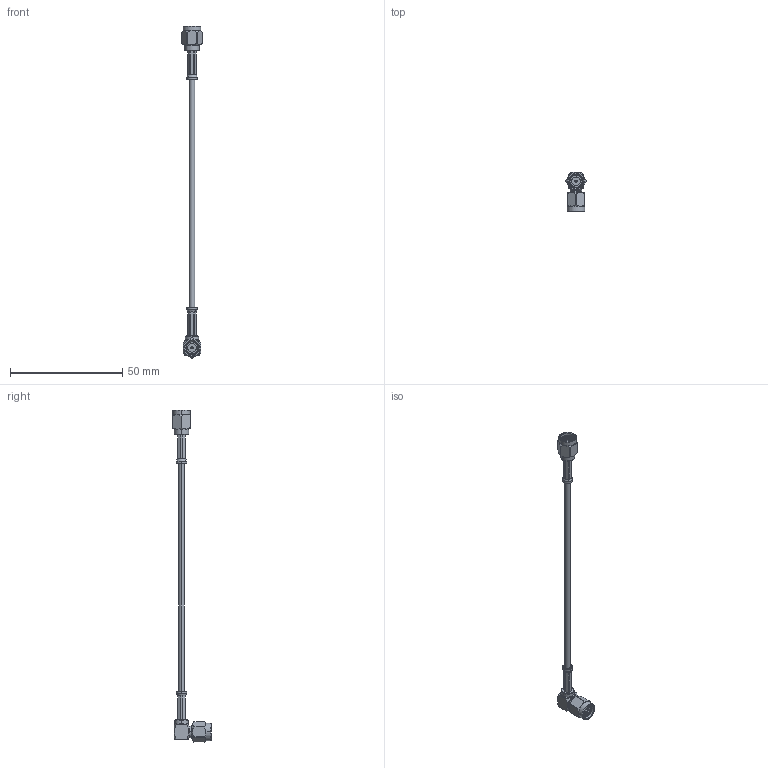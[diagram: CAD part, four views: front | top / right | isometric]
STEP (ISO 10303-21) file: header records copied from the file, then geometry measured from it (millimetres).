
FILE_DESCRIPTION (( 'STEP AP203' ), '1' );
FILE_NAME ('PE3344LF.step', '2018-12-06T15:27:20', ( '' ), ( '' ), 'SwSTEP 2.0', 'SolidWorks 2017', '' );
FILE_SCHEMA (( 'CONFIG_CONTROL_DESIGN' ));
Length unit declared in the file: inch
Products named in the file (4): PE3344LF; Copy of PE4401^PE3344LF_Crimped; Copy of Coax Cable^PE3344LF_RG316; Copy of PE4408^PE3344LF_Crimped
Assembly tree (3 placements, depth 2):
  PE3344LF
    Copy of Coax Cable^PE3344LF_RG316
    Copy of PE4401^PE3344LF_Crimped
    Copy of PE4408^PE3344LF_Crimped
Bounding box: 9.02 x 17.3 x 147.95 mm (x, y, z)
Volume: 1748.1 mm3; surface area: 2873 mm2
Topology: 6 solids, 6 shells, 407 faces, 1041 edges, 665 vertices
Faces by surface type: plane 204, cylinder 113, cone 56, bspline 26, torus 8
Entity records: 18111 total; most frequent: CARTESIAN_POINT 8136, ORIENTED_EDGE 2078, DIRECTION 1875, EDGE_CURVE 1039, VERTEX_POINT 665, AXIS2_PLACEMENT_3D 634, VECTOR 607, LINE 607
